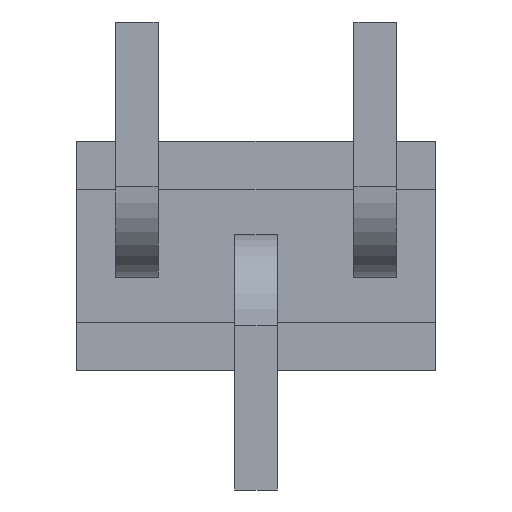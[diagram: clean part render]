
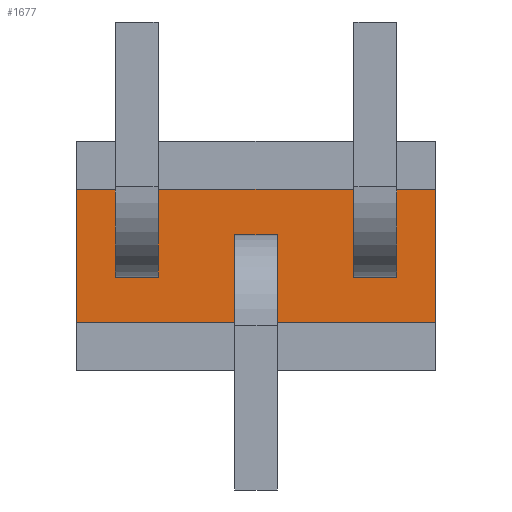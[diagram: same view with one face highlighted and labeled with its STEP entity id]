
A CAD part, front view. The second image highlights one B-rep face of the part: STEP entity #1677.
In plain terms, the highlighted planar face has unit normal (0, -1, 0).
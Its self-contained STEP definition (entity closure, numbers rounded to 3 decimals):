
#46=FACE_BOUND('',#155,.T.);
#47=FACE_BOUND('',#156,.T.);
#48=FACE_BOUND('',#157,.T.);
#65=FACE_OUTER_BOUND('',#154,.T.);
#154=EDGE_LOOP('',(#1131,#1132,#1133,#1134));
#155=EDGE_LOOP('',(#1135,#1136,#1137,#1138));
#156=EDGE_LOOP('',(#1139,#1140,#1141,#1142));
#157=EDGE_LOOP('',(#1143,#1144,#1145,#1146));
#258=LINE('',#2358,#474);
#268=LINE('',#2377,#484);
#276=LINE('',#2389,#492);
#290=LINE('',#2419,#506);
#291=LINE('',#2422,#507);
#292=LINE('',#2424,#508);
#293=LINE('',#2426,#509);
#294=LINE('',#2427,#510);
#295=LINE('',#2430,#511);
#296=LINE('',#2432,#512);
#297=LINE('',#2434,#513);
#298=LINE('',#2435,#514);
#299=LINE('',#2438,#515);
#300=LINE('',#2440,#516);
#301=LINE('',#2442,#517);
#302=LINE('',#2443,#518);
#474=VECTOR('',#1922,1000.);
#484=VECTOR('',#1934,1000.);
#492=VECTOR('',#1948,1000.);
#506=VECTOR('',#1970,1000.);
#507=VECTOR('',#1971,1000.);
#508=VECTOR('',#1972,1000.);
#509=VECTOR('',#1973,1000.);
#510=VECTOR('',#1974,1000.);
#511=VECTOR('',#1975,1000.);
#512=VECTOR('',#1976,1000.);
#513=VECTOR('',#1977,1000.);
#514=VECTOR('',#1978,1000.);
#515=VECTOR('',#1979,1000.);
#516=VECTOR('',#1980,1000.);
#517=VECTOR('',#1981,1000.);
#518=VECTOR('',#1982,1000.);
#684=VERTEX_POINT('',#2355);
#685=VERTEX_POINT('',#2357);
#692=VERTEX_POINT('',#2374);
#693=VERTEX_POINT('',#2376);
#707=VERTEX_POINT('',#2420);
#708=VERTEX_POINT('',#2421);
#709=VERTEX_POINT('',#2423);
#710=VERTEX_POINT('',#2425);
#711=VERTEX_POINT('',#2428);
#712=VERTEX_POINT('',#2429);
#713=VERTEX_POINT('',#2431);
#714=VERTEX_POINT('',#2433);
#715=VERTEX_POINT('',#2436);
#716=VERTEX_POINT('',#2437);
#717=VERTEX_POINT('',#2439);
#718=VERTEX_POINT('',#2441);
#838=EDGE_CURVE('',#684,#685,#258,.T.);
#848=EDGE_CURVE('',#693,#692,#268,.T.);
#856=EDGE_CURVE('',#685,#692,#276,.T.);
#870=EDGE_CURVE('',#684,#693,#290,.T.);
#871=EDGE_CURVE('',#707,#708,#291,.T.);
#872=EDGE_CURVE('',#708,#709,#292,.T.);
#873=EDGE_CURVE('',#709,#710,#293,.T.);
#874=EDGE_CURVE('',#710,#707,#294,.T.);
#875=EDGE_CURVE('',#711,#712,#295,.T.);
#876=EDGE_CURVE('',#712,#713,#296,.T.);
#877=EDGE_CURVE('',#713,#714,#297,.T.);
#878=EDGE_CURVE('',#714,#711,#298,.T.);
#879=EDGE_CURVE('',#715,#716,#299,.T.);
#880=EDGE_CURVE('',#716,#717,#300,.T.);
#881=EDGE_CURVE('',#717,#718,#301,.T.);
#882=EDGE_CURVE('',#718,#715,#302,.T.);
#1131=ORIENTED_EDGE('',*,*,#848,.T.);
#1132=ORIENTED_EDGE('',*,*,#856,.F.);
#1133=ORIENTED_EDGE('',*,*,#838,.F.);
#1134=ORIENTED_EDGE('',*,*,#870,.T.);
#1135=ORIENTED_EDGE('',*,*,#871,.T.);
#1136=ORIENTED_EDGE('',*,*,#872,.T.);
#1137=ORIENTED_EDGE('',*,*,#873,.T.);
#1138=ORIENTED_EDGE('',*,*,#874,.T.);
#1139=ORIENTED_EDGE('',*,*,#875,.T.);
#1140=ORIENTED_EDGE('',*,*,#876,.T.);
#1141=ORIENTED_EDGE('',*,*,#877,.T.);
#1142=ORIENTED_EDGE('',*,*,#878,.T.);
#1143=ORIENTED_EDGE('',*,*,#879,.T.);
#1144=ORIENTED_EDGE('',*,*,#880,.T.);
#1145=ORIENTED_EDGE('',*,*,#881,.T.);
#1146=ORIENTED_EDGE('',*,*,#882,.T.);
#1509=PLANE('',#1790);
#1677=ADVANCED_FACE('',(#65,#46,#47,#48),#1509,.F.);
#1790=AXIS2_PLACEMENT_3D('',#2418,#1968,#1969);
#1922=DIRECTION('',(0.,0.,-1.));
#1934=DIRECTION('',(0.,0.,-1.));
#1948=DIRECTION('',(-1.,0.,0.));
#1968=DIRECTION('center_axis',(0.,1.,0.));
#1969=DIRECTION('ref_axis',(0.,0.,1.));
#1970=DIRECTION('',(-1.,0.,0.));
#1971=DIRECTION('',(0.,0.,1.));
#1972=DIRECTION('',(1.,0.,0.));
#1973=DIRECTION('',(0.,0.,-1.));
#1974=DIRECTION('',(-1.,0.,0.));
#1975=DIRECTION('',(0.,0.,1.));
#1976=DIRECTION('',(1.,0.,0.));
#1977=DIRECTION('',(0.,0.,-1.));
#1978=DIRECTION('',(-1.,0.,0.));
#1979=DIRECTION('',(0.,0.,1.));
#1980=DIRECTION('',(1.,0.,0.));
#1981=DIRECTION('',(0.,0.,-1.));
#1982=DIRECTION('',(-1.,0.,0.));
#2355=CARTESIAN_POINT('',(1.905,-1.016,0.711));
#2357=CARTESIAN_POINT('',(1.905,-1.016,-0.711));
#2358=CARTESIAN_POINT('',(1.905,-1.016,0.711));
#2374=CARTESIAN_POINT('',(-1.905,-1.016,-0.711));
#2376=CARTESIAN_POINT('',(-1.905,-1.016,0.711));
#2377=CARTESIAN_POINT('',(-1.905,-1.016,0.711));
#2389=CARTESIAN_POINT('',(1.905,-1.016,-0.711));
#2418=CARTESIAN_POINT('Origin',(1.905,-1.016,0.711));
#2419=CARTESIAN_POINT('',(1.905,-1.016,0.711));
#2420=CARTESIAN_POINT('',(1.041,-1.016,-0.229));
#2421=CARTESIAN_POINT('',(1.041,-1.016,0.178));
#2422=CARTESIAN_POINT('',(1.041,-1.016,-0.229));
#2423=CARTESIAN_POINT('',(1.448,-1.016,0.178));
#2424=CARTESIAN_POINT('',(1.041,-1.016,0.178));
#2425=CARTESIAN_POINT('',(1.448,-1.016,-0.229));
#2426=CARTESIAN_POINT('',(1.448,-1.016,0.178));
#2427=CARTESIAN_POINT('',(1.448,-1.016,-0.229));
#2428=CARTESIAN_POINT('',(-0.229,-1.016,-0.229));
#2429=CARTESIAN_POINT('',(-0.229,-1.016,0.178));
#2430=CARTESIAN_POINT('',(-0.229,-1.016,-0.229));
#2431=CARTESIAN_POINT('',(0.178,-1.016,0.178));
#2432=CARTESIAN_POINT('',(-0.229,-1.016,0.178));
#2433=CARTESIAN_POINT('',(0.178,-1.016,-0.229));
#2434=CARTESIAN_POINT('',(0.178,-1.016,0.178));
#2435=CARTESIAN_POINT('',(0.178,-1.016,-0.229));
#2436=CARTESIAN_POINT('',(-1.499,-1.016,-0.229));
#2437=CARTESIAN_POINT('',(-1.499,-1.016,0.178));
#2438=CARTESIAN_POINT('',(-1.499,-1.016,-0.229));
#2439=CARTESIAN_POINT('',(-1.092,-1.016,0.178));
#2440=CARTESIAN_POINT('',(-1.499,-1.016,0.178));
#2441=CARTESIAN_POINT('',(-1.092,-1.016,-0.229));
#2442=CARTESIAN_POINT('',(-1.092,-1.016,0.178));
#2443=CARTESIAN_POINT('',(-1.092,-1.016,-0.229));
